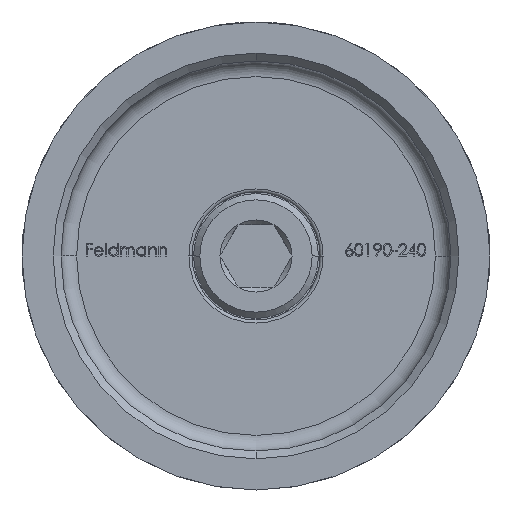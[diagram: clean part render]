
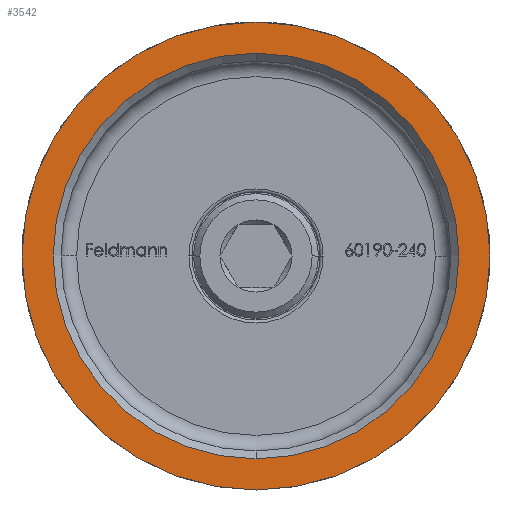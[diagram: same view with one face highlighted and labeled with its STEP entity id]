
A CAD part, front view. The second image highlights one B-rep face of the part: STEP entity #3542.
In plain terms, the highlighted planar face has unit normal (0, -1, 0).
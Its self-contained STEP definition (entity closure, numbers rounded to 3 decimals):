
#971 = PLANE ( 'NONE',  #10001 ) ;
#1081 = DIRECTION ( 'NONE',  ( 0., -1., 0. ) ) ;
#3507 = DIRECTION ( 'NONE',  ( 1., 0., 0. ) ) ;
#3542 = ADVANCED_FACE ( 'NONE', ( #11485, #7095 ), #971, .T. ) ;
#3888 = VERTEX_POINT ( 'NONE', #12613 ) ;
#4677 = AXIS2_PLACEMENT_3D ( 'NONE', #10538, #12930, #10419 ) ;
#5664 = DIRECTION ( 'NONE',  ( 0., 1., 0. ) ) ;
#6016 = AXIS2_PLACEMENT_3D ( 'NONE', #10668, #5664, #15491 ) ;
#6549 = CARTESIAN_POINT ( 'NONE',  ( 0., 0., 0. ) ) ;
#6833 = DIRECTION ( 'NONE',  ( 1., 0., 0. ) ) ;
#6883 = CARTESIAN_POINT ( 'NONE',  ( 0., 0., 0. ) ) ;
#7086 = CARTESIAN_POINT ( 'NONE',  ( 0., 0., -13. ) ) ;
#7095 = FACE_OUTER_BOUND ( 'NONE', #10605, .T. ) ;
#7407 = CARTESIAN_POINT ( 'NONE',  ( 15., 0., 0. ) ) ;
#7486 = VERTEX_POINT ( 'NONE', #12359 ) ;
#7487 = EDGE_CURVE ( 'NONE', #7486, #9449, #8461, .T. ) ;
#7815 = CIRCLE ( 'NONE', #4677, 15. ) ;
#8260 = EDGE_CURVE ( 'NONE', #3888, #12436, #7815, .T. ) ;
#8461 = CIRCLE ( 'NONE', #10350, 13. ) ;
#9432 = CARTESIAN_POINT ( 'NONE',  ( 15., 0., 0. ) ) ;
#9449 = VERTEX_POINT ( 'NONE', #7086 ) ;
#10001 = AXIS2_PLACEMENT_3D ( 'NONE', #9432, #1081, #3507 ) ;
#10350 = AXIS2_PLACEMENT_3D ( 'NONE', #6549, #15045, #13771 ) ;
#10419 = DIRECTION ( 'NONE',  ( 1., 0., 0. ) ) ;
#10538 = CARTESIAN_POINT ( 'NONE',  ( 0., 0., 0. ) ) ;
#10605 = EDGE_LOOP ( 'NONE', ( #14487, #10976 ) ) ;
#10668 = CARTESIAN_POINT ( 'NONE',  ( 0., 0., 0. ) ) ;
#10847 = ORIENTED_EDGE ( 'NONE', *, *, #15237, .T. ) ;
#10976 = ORIENTED_EDGE ( 'NONE', *, *, #8260, .T. ) ;
#11485 = FACE_BOUND ( 'NONE', #14404, .T. ) ;
#12359 = CARTESIAN_POINT ( 'NONE',  ( 0., 0., 13. ) ) ;
#12436 = VERTEX_POINT ( 'NONE', #7407 ) ;
#12613 = CARTESIAN_POINT ( 'NONE',  ( -15., 0., 0. ) ) ;
#12930 = DIRECTION ( 'NONE',  ( 0., -1., 0. ) ) ;
#13771 = DIRECTION ( 'NONE',  ( 1., 0., 0. ) ) ;
#14404 = EDGE_LOOP ( 'NONE', ( #10847, #14422 ) ) ;
#14422 = ORIENTED_EDGE ( 'NONE', *, *, #7487, .T. ) ;
#14448 = CIRCLE ( 'NONE', #14744, 15. ) ;
#14487 = ORIENTED_EDGE ( 'NONE', *, *, #15333, .T. ) ;
#14744 = AXIS2_PLACEMENT_3D ( 'NONE', #6883, #15271, #6833 ) ;
#14823 = CIRCLE ( 'NONE', #6016, 13. ) ;
#15045 = DIRECTION ( 'NONE',  ( 0., 1., 0. ) ) ;
#15237 = EDGE_CURVE ( 'NONE', #9449, #7486, #14823, .T. ) ;
#15271 = DIRECTION ( 'NONE',  ( 0., -1., 0. ) ) ;
#15333 = EDGE_CURVE ( 'NONE', #12436, #3888, #14448, .T. ) ;
#15491 = DIRECTION ( 'NONE',  ( 1., 0., 0. ) ) ;
